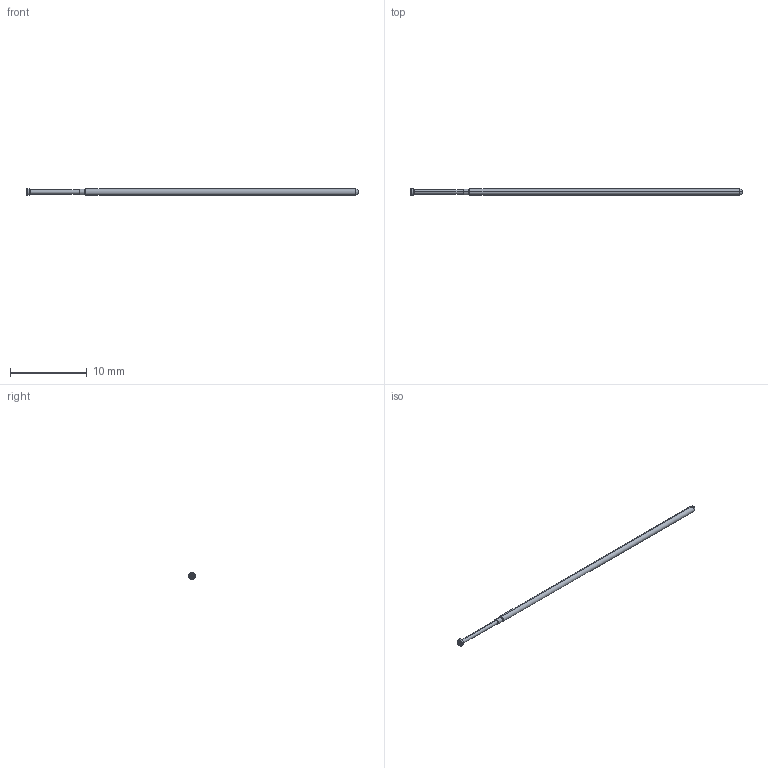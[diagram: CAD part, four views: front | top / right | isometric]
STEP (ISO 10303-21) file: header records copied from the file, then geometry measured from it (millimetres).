
FILE_DESCRIPTION (( 'STEP AP214' ), '1' );
FILE_NAME ('050-PRP2559_-_.STEP', '2014-07-14T12:54:21', ( 'spare' ), ( '' ), 'SwSTEP 2.0', 'SolidWorks 2014', '' );
FILE_SCHEMA (( 'AUTOMOTIVE_DESIGN' ));
Length unit declared in the file: inch
Products named in the file (1): 050-PRP2559_-_
Bounding box: 43.18 x 0.89 x 0.89 mm (x, y, z)
Volume: 19 mm3; surface area: 102.3 mm2
Topology: 1 solids, 1 shells, 145 faces, 305 edges, 163 vertices
Faces by surface type: plane 71, bspline 62, cylinder 8, cone 4
Entity records: 6148 total; most frequent: CARTESIAN_POINT 1637, ORIENTED_EDGE 610, DIRECTION 396, EDGE_CURVE 305, LINE 192, VECTOR 192, VERTEX_POINT 163, DIMENSIONAL_EXPONENTS 148
